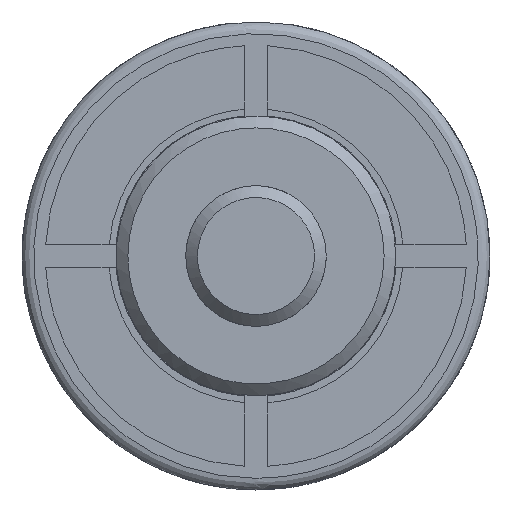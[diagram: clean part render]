
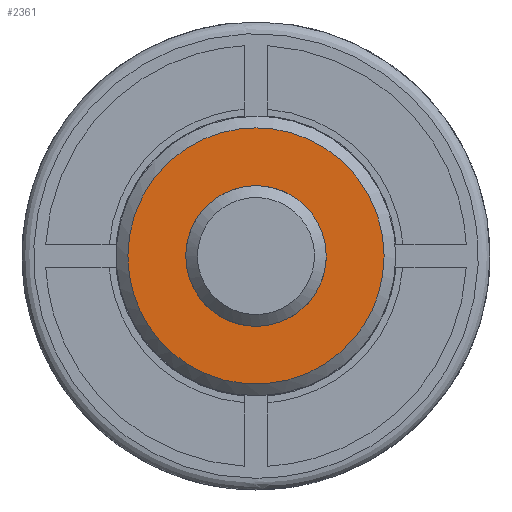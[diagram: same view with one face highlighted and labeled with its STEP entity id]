
A CAD part, left-side view. The second image highlights one B-rep face of the part: STEP entity #2361.
In plain terms, the highlighted free-form (B-spline) face has degree [1, 1] with [2, 2] control points.
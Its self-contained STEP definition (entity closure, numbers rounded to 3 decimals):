
#2283 = EDGE_CURVE('',#2284,#2284,#2286,.T.);
#2284 = VERTEX_POINT('',#2285);
#2285 = CARTESIAN_POINT('',(14.612,0.,
    5.));
#2286 = ( BOUNDED_CURVE() B_SPLINE_CURVE(2,(#2287,#2288,#2289,#2290,
#2291,#2292,#2293),.UNSPECIFIED.,.T.,.F.) B_SPLINE_CURVE_WITH_KNOTS((3,2
    ,2,3),(3.142,5.236,7.33,9.425),
.PIECEWISE_BEZIER_KNOTS.) CURVE() GEOMETRIC_REPRESENTATION_ITEM() 
RATIONAL_B_SPLINE_CURVE((1.,0.5,1.,0.5,1.,0.5,1.)) REPRESENTATION_ITEM(
  '') );
#2287 = CARTESIAN_POINT('',(14.612,0.,
    5.));
#2288 = CARTESIAN_POINT('',(14.612,-8.661,
    5.));
#2289 = CARTESIAN_POINT('',(14.612,-4.33,
    -2.5));
#2290 = CARTESIAN_POINT('',(14.612,0.,
    -10.));
#2291 = CARTESIAN_POINT('',(14.612,4.33,
    -2.5));
#2292 = CARTESIAN_POINT('',(14.612,8.661,
    5.));
#2293 = CARTESIAN_POINT('',(14.612,0.,
    5.));
#2361 = ADVANCED_FACE('',(#2362,#2365),#2379,.T.);
#2362 = FACE_BOUND('',#2363,.T.);
#2363 = EDGE_LOOP('',(#2364));
#2364 = ORIENTED_EDGE('',*,*,#2283,.F.);
#2365 = FACE_BOUND('',#2366,.T.);
#2366 = EDGE_LOOP('',(#2367));
#2367 = ORIENTED_EDGE('',*,*,#2368,.F.);
#2368 = EDGE_CURVE('',#2369,#2369,#2371,.T.);
#2369 = VERTEX_POINT('',#2370);
#2370 = CARTESIAN_POINT('',(14.612,-2.74,
    0.));
#2371 = ( BOUNDED_CURVE() B_SPLINE_CURVE(2,(#2372,#2373,#2374,#2375,
#2376,#2377,#2378),.UNSPECIFIED.,.T.,.F.) B_SPLINE_CURVE_WITH_KNOTS((3,2
    ,2,3),(4.712,6.807,8.901,10.996)
,.PIECEWISE_BEZIER_KNOTS.) CURVE() GEOMETRIC_REPRESENTATION_ITEM() 
RATIONAL_B_SPLINE_CURVE((1.,0.5,1.,0.5,1.,0.5,1.)) REPRESENTATION_ITEM(
  '') );
#2372 = CARTESIAN_POINT('',(14.612,-2.74,
    0.));
#2373 = CARTESIAN_POINT('',(14.612,-2.74,
    4.746));
#2374 = CARTESIAN_POINT('',(14.612,1.37,
    2.373));
#2375 = CARTESIAN_POINT('',(14.612,5.48,
    0.));
#2376 = CARTESIAN_POINT('',(14.612,1.37,
    -2.373));
#2377 = CARTESIAN_POINT('',(14.612,-2.74,
    -4.746));
#2378 = CARTESIAN_POINT('',(14.612,-2.74,
    0.));
#2379 = B_SPLINE_SURFACE_WITH_KNOTS('',1,1,(
    (#2380,#2381)
    ,(#2382,#2383
    )),.UNSPECIFIED.,.F.,.F.,.F.,(2,2),(2,2),(-5.475,
    5.475),(-8.475,2.475),
  .PIECEWISE_BEZIER_KNOTS.);
#2380 = CARTESIAN_POINT('',(14.612,-5.,
    -5.));
#2381 = CARTESIAN_POINT('',(14.612,5.,
    -5.));
#2382 = CARTESIAN_POINT('',(14.612,-5.,
    5.));
#2383 = CARTESIAN_POINT('',(14.612,5.,
    5.));
